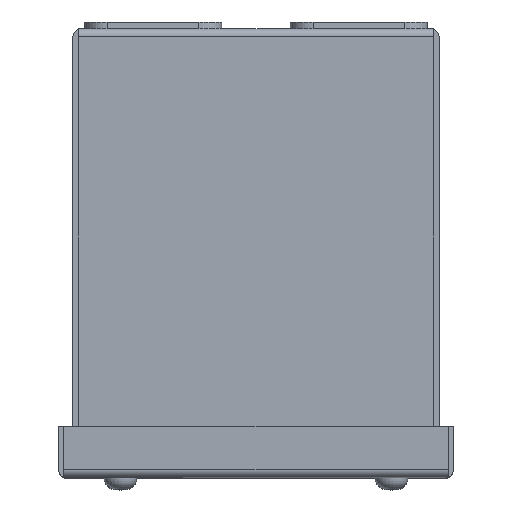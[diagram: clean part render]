
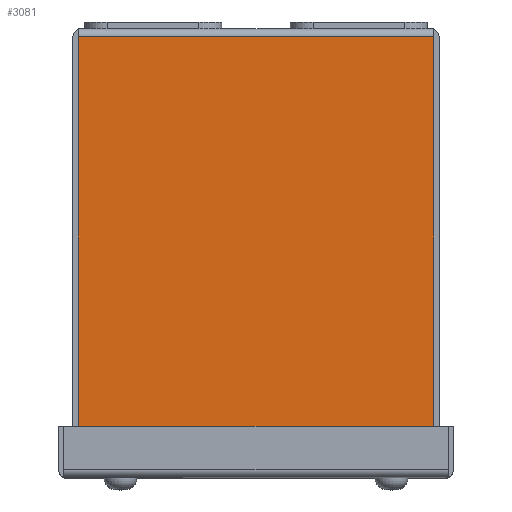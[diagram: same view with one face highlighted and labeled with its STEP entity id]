
A CAD part, top view. The second image highlights one B-rep face of the part: STEP entity #3081.
In plain terms, the highlighted planar face has unit normal (0, 0, 1).
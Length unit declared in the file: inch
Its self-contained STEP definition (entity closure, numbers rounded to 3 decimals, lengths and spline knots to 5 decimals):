
#32 = CARTESIAN_POINT ( 'NONE',  ( -1.94221, -4.664, 2. ) ) ;
#688 = LINE ( 'NONE', #11987, #12215 ) ;
#1245 = EDGE_CURVE ( 'NONE', #1725, #13646, #17600, .T. ) ;
#1505 = FACE_OUTER_BOUND ( 'NONE', #20273, .T. ) ;
#1725 = VERTEX_POINT ( 'NONE', #2149 ) ;
#2149 = CARTESIAN_POINT ( 'NONE',  ( 1.94221, -0.086, 2. ) ) ;
#2417 = VECTOR ( 'NONE', #5616, 39.37008 ) ;
#3081 = ADVANCED_FACE ( 'NONE', ( #1505 ), #8040, .T. ) ;
#3279 = DIRECTION ( 'NONE',  ( 1., 0., 0. ) ) ;
#3488 = CARTESIAN_POINT ( 'NONE',  ( -13.527, 0., 2. ) ) ;
#4039 = VERTEX_POINT ( 'NONE', #20348 ) ;
#4495 = DIRECTION ( 'NONE',  ( 1., 0., 0. ) ) ;
#5094 = VECTOR ( 'NONE', #9745, 39.37008 ) ;
#5616 = DIRECTION ( 'NONE',  ( 0., -1., 0. ) ) ;
#5815 = CARTESIAN_POINT ( 'NONE',  ( -1.94221, 39.37008, 2. ) ) ;
#6741 = EDGE_CURVE ( 'NONE', #19767, #13646, #9575, .T. ) ;
#7016 = DIRECTION ( 'NONE',  ( -1., 0., 0. ) ) ;
#8040 = PLANE ( 'NONE',  #11214 ) ;
#9406 = ORIENTED_EDGE ( 'NONE', *, *, #1245, .F. ) ;
#9575 = LINE ( 'NONE', #14227, #10295 ) ;
#9745 = DIRECTION ( 'NONE',  ( 0., -1., 0. ) ) ;
#10295 = VECTOR ( 'NONE', #4495, 39.37008 ) ;
#11214 = AXIS2_PLACEMENT_3D ( 'NONE', #3488, #11360, #3279 ) ;
#11299 = CARTESIAN_POINT ( 'NONE',  ( 1.94221, 39.37008, 2. ) ) ;
#11348 = CARTESIAN_POINT ( 'NONE',  ( 1.94221, -4.664, 2. ) ) ;
#11360 = DIRECTION ( 'NONE',  ( 0., 0., 1. ) ) ;
#11414 = ORIENTED_EDGE ( 'NONE', *, *, #18657, .T. ) ;
#11987 = CARTESIAN_POINT ( 'NONE',  ( -13.527, -0.086, 2. ) ) ;
#12215 = VECTOR ( 'NONE', #7016, 39.37008 ) ;
#13646 = VERTEX_POINT ( 'NONE', #11348 ) ;
#14227 = CARTESIAN_POINT ( 'NONE',  ( -13.527, -4.664, 2. ) ) ;
#14299 = EDGE_CURVE ( 'NONE', #1725, #4039, #688, .T. ) ;
#14329 = ORIENTED_EDGE ( 'NONE', *, *, #14299, .T. ) ;
#15023 = LINE ( 'NONE', #5815, #2417 ) ;
#17600 = LINE ( 'NONE', #11299, #5094 ) ;
#18657 = EDGE_CURVE ( 'NONE', #4039, #19767, #15023, .T. ) ;
#19767 = VERTEX_POINT ( 'NONE', #32 ) ;
#19903 = ORIENTED_EDGE ( 'NONE', *, *, #6741, .T. ) ;
#20273 = EDGE_LOOP ( 'NONE', ( #9406, #14329, #11414, #19903 ) ) ;
#20348 = CARTESIAN_POINT ( 'NONE',  ( -1.94221, -0.086, 2. ) ) ;
